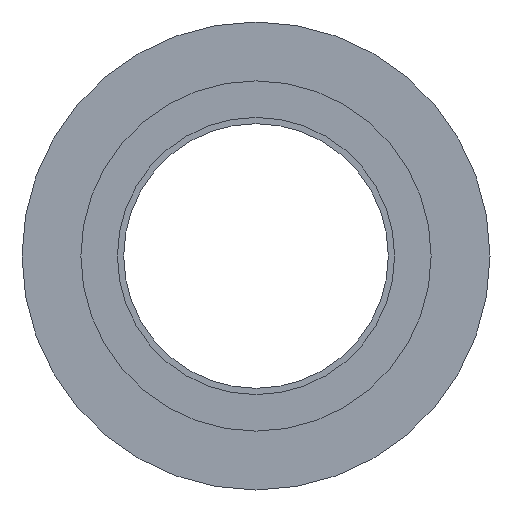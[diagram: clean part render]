
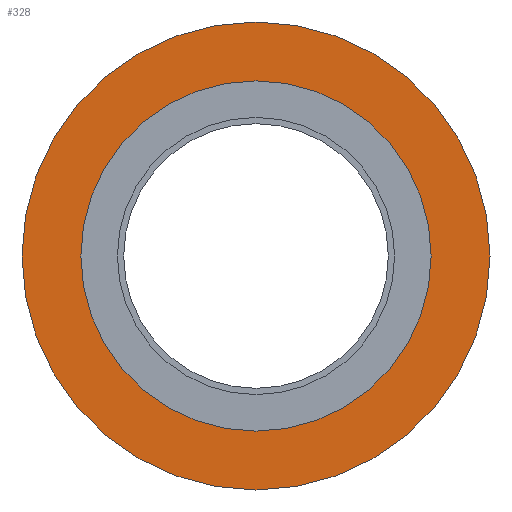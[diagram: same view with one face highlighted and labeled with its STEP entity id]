
A CAD part, left-side view. The second image highlights one B-rep face of the part: STEP entity #328.
In plain terms, the highlighted planar face has unit normal (-1, 0, 0).
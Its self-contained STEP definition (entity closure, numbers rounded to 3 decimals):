
#40 = CIRCLE ( 'NONE', #488, 23.95 ) ;
#46 = CARTESIAN_POINT ( 'NONE',  ( -10.38, 5.365, 32. ) ) ;
#57 = PLANE ( 'NONE',  #362 ) ;
#59 = CARTESIAN_POINT ( 'NONE',  ( -10.38, 37.365, 0. ) ) ;
#105 = AXIS2_PLACEMENT_3D ( 'NONE', #335, #148, #614 ) ;
#106 = CIRCLE ( 'NONE', #105, 23.95 ) ;
#118 = CARTESIAN_POINT ( 'NONE',  ( -10.38, 5.365, -23.95 ) ) ;
#148 = DIRECTION ( 'NONE',  ( -1., 0., 0. ) ) ;
#171 = CIRCLE ( 'NONE', #740, 32. ) ;
#187 = EDGE_LOOP ( 'NONE', ( #311, #567 ) ) ;
#225 = DIRECTION ( 'NONE',  ( 0., 0., 1. ) ) ;
#231 = DIRECTION ( 'NONE',  ( 0., 0., 1. ) ) ;
#236 = EDGE_LOOP ( 'NONE', ( #677, #584 ) ) ;
#244 = DIRECTION ( 'NONE',  ( 0., 0., 1. ) ) ;
#281 = VERTEX_POINT ( 'NONE', #46 ) ;
#299 = VERTEX_POINT ( 'NONE', #118 ) ;
#303 = DIRECTION ( 'NONE',  ( 0., 0., -1. ) ) ;
#311 = ORIENTED_EDGE ( 'NONE', *, *, #630, .T. ) ;
#328 = ADVANCED_FACE ( 'NONE', ( #787, #370 ), #57, .F. ) ;
#335 = CARTESIAN_POINT ( 'NONE',  ( -10.38, 5.365, 0. ) ) ;
#341 = EDGE_CURVE ( 'NONE', #299, #449, #40, .T. ) ;
#359 = CARTESIAN_POINT ( 'NONE',  ( -10.38, 5.365, 0. ) ) ;
#362 = AXIS2_PLACEMENT_3D ( 'NONE', #59, #489, #303 ) ;
#370 = FACE_OUTER_BOUND ( 'NONE', #187, .T. ) ;
#371 = CARTESIAN_POINT ( 'NONE',  ( -10.38, 5.365, 23.95 ) ) ;
#413 = CARTESIAN_POINT ( 'NONE',  ( -10.38, 5.365, -32. ) ) ;
#449 = VERTEX_POINT ( 'NONE', #371 ) ;
#460 = CARTESIAN_POINT ( 'NONE',  ( -10.38, 5.365, 0. ) ) ;
#488 = AXIS2_PLACEMENT_3D ( 'NONE', #730, #796, #244 ) ;
#489 = DIRECTION ( 'NONE',  ( 1., 0., 0. ) ) ;
#537 = EDGE_CURVE ( 'NONE', #449, #299, #106, .T. ) ;
#567 = ORIENTED_EDGE ( 'NONE', *, *, #759, .T. ) ;
#584 = ORIENTED_EDGE ( 'NONE', *, *, #341, .F. ) ;
#596 = DIRECTION ( 'NONE',  ( -1., 0., 0. ) ) ;
#607 = CIRCLE ( 'NONE', #638, 32. ) ;
#614 = DIRECTION ( 'NONE',  ( 0., 0., 1. ) ) ;
#630 = EDGE_CURVE ( 'NONE', #281, #690, #607, .T. ) ;
#638 = AXIS2_PLACEMENT_3D ( 'NONE', #460, #644, #225 ) ;
#644 = DIRECTION ( 'NONE',  ( -1., 0., 0. ) ) ;
#677 = ORIENTED_EDGE ( 'NONE', *, *, #537, .F. ) ;
#690 = VERTEX_POINT ( 'NONE', #413 ) ;
#730 = CARTESIAN_POINT ( 'NONE',  ( -10.38, 5.365, 0. ) ) ;
#740 = AXIS2_PLACEMENT_3D ( 'NONE', #359, #596, #231 ) ;
#759 = EDGE_CURVE ( 'NONE', #690, #281, #171, .T. ) ;
#787 = FACE_BOUND ( 'NONE', #236, .T. ) ;
#796 = DIRECTION ( 'NONE',  ( -1., 0., 0. ) ) ;
